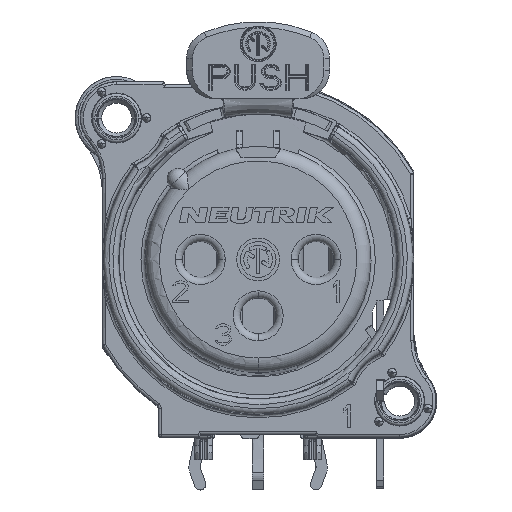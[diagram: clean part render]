
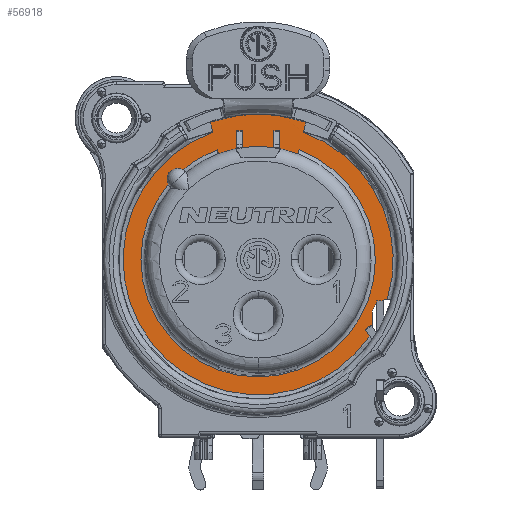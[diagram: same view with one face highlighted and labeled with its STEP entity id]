
A CAD part, top view. The second image highlights one B-rep face of the part: STEP entity #56918.
In plain terms, the highlighted planar face has unit normal (0, 0, 1).
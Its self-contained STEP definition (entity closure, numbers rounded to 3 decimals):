
#343=CARTESIAN_POINT('',(0.,0.,-9.3));
#344=DIRECTION('',(0.,0.,-1.));
#345=DIRECTION('',(-0.353,0.936,0.));
#346=AXIS2_PLACEMENT_3D('',#343,#344,#345);
#7738=CARTESIAN_POINT('',(-5.621,5.621,-9.3));
#7739=DIRECTION('',(0.,0.,-1.));
#7740=DIRECTION('',(-0.882,-0.47,0.));
#7741=AXIS2_PLACEMENT_3D('',#7738,#7739,#7740);
#7746=DIRECTION('',(-1.,0.,0.));
#7747=VECTOR('',#7746,0.253);
#7748=CARTESIAN_POINT('',(8.553,-2.884,-9.3));
#7749=LINE('',#7748,#7747);
#7753=DIRECTION('',(0.,1.,0.));
#7754=VECTOR('',#7753,0.17);
#7755=CARTESIAN_POINT('',(8.3,-3.054,-9.3));
#7756=LINE('',#7755,#7754);
#7760=DIRECTION('',(0.,1.,0.));
#7761=VECTOR('',#7760,0.955);
#7762=CARTESIAN_POINT('',(7.975,-4.759,-9.3));
#7763=LINE('',#7762,#7761);
#7767=DIRECTION('',(-0.819,-0.574,0.));
#7768=VECTOR('',#7767,0.467);
#7769=CARTESIAN_POINT('',(7.975,-4.759,-9.3));
#7770=LINE('',#7769,#7768);
#7774=DIRECTION('',(0.574,-0.819,0.));
#7775=VECTOR('',#7774,0.369);
#7776=CARTESIAN_POINT('',(7.593,-5.027,-9.3));
#7777=LINE('',#7776,#7775);
#7803=CARTESIAN_POINT('',(-2.787,7.392,-9.3));
#7811=DIRECTION('',(0.24,-0.971,0.));
#7812=VECTOR('',#7811,0.302);
#7813=CARTESIAN_POINT('',(-2.859,7.685,-9.3));
#7814=LINE('',#7813,#7812);
#8658=CARTESIAN_POINT('',(2.787,7.392,-9.3));
#8663=DIRECTION('',(0.24,0.971,0.));
#8664=VECTOR('',#8663,0.302);
#8665=CARTESIAN_POINT('',(2.787,7.392,-9.3));
#8666=LINE('',#8665,#8664);
#17558=CARTESIAN_POINT('',(8.553,-2.884,-9.3));
#17559=CARTESIAN_POINT('',(8.685,-2.822,-9.3));
#17560=CARTESIAN_POINT('',(8.824,-2.792,-9.3));
#17561=CARTESIAN_POINT('',(8.969,-2.792,-9.3));
#17580=CARTESIAN_POINT('',(7.975,-3.804,-9.3));
#17581=CARTESIAN_POINT('',(7.975,-3.655,-9.3));
#17582=CARTESIAN_POINT('',(8.036,-3.385,-9.3));
#17583=CARTESIAN_POINT('',(8.191,-3.155,-9.3));
#17584=CARTESIAN_POINT('',(8.3,-3.054,-9.3));
#24870=CARTESIAN_POINT('',(3.161,8.906,-9.3));
#24871=CARTESIAN_POINT('',(3.165,8.922,-9.3));
#24872=CARTESIAN_POINT('',(3.169,8.94,
-9.298));
#24873=CARTESIAN_POINT('',(3.173,8.956,
-9.298));
#24905=CARTESIAN_POINT('',(9.028,-2.792,-9.3));
#24920=CARTESIAN_POINT('',(0.,0.,-9.3));
#24921=DIRECTION('',(0.,0.,1.));
#24922=DIRECTION('',(0.955,-0.295,0.));
#24923=AXIS2_PLACEMENT_3D('',#24920,#24921,#24922);
#24928=CARTESIAN_POINT('',(-3.173,8.954,
-9.298));
#24929=CARTESIAN_POINT('',(-3.169,8.939,
-9.298));
#24930=CARTESIAN_POINT('',(-3.165,8.921,-9.3));
#24931=CARTESIAN_POINT('',(-3.161,8.906,-9.3));
#24936=CARTESIAN_POINT('',(0.,0.,-9.3));
#24937=DIRECTION('',(0.,0.,1.));
#24938=DIRECTION('',(-0.334,0.942,0.));
#24939=AXIS2_PLACEMENT_3D('',#24936,#24937,#24938);
#25036=DIRECTION('',(1.,0.,0.));
#25037=VECTOR('',#25036,0.059);
#25038=CARTESIAN_POINT('',(8.969,-2.792,-9.3));
#25039=LINE('',#25038,#25037);
#26592=DIRECTION('',(0.24,-0.971,0.003));
#26593=VECTOR('',#26592,0.704);
#26594=CARTESIAN_POINT('',(-3.342,9.637,-9.3));
#26595=LINE('',#26594,#26593);
#26614=CARTESIAN_POINT('',(0.,0.,-9.3));
#26615=DIRECTION('',(0.,0.,1.));
#26616=DIRECTION('',(0.328,0.945,0.));
#26617=AXIS2_PLACEMENT_3D('',#26614,#26615,#26616);
#33060=DIRECTION('',(0.24,0.971,-0.003));
#33061=VECTOR('',#33060,0.702);
#33062=CARTESIAN_POINT('',(3.173,8.956,
-9.298));
#33063=LINE('',#33062,#33061);
#38193=CARTESIAN_POINT('',(0.,0.,-9.3));
#38194=DIRECTION('',(0.,0.,-1.));
#38195=DIRECTION('',(-0.643,0.766,0.));
#38196=AXIS2_PLACEMENT_3D('',#38193,#38194,#38195);
#38239=CARTESIAN_POINT('',(0.,0.,-9.3));
#38240=DIRECTION('',(0.,0.,-1.));
#38241=DIRECTION('',(0.349,0.937,0.));
#38242=AXIS2_PLACEMENT_3D('',#38239,#38240,#38241);
#44347=CARTESIAN_POINT('',(-6.283,5.269,-9.3));
#44348=CARTESIAN_POINT('',(-5.269,6.283,-9.3));
#44349=VERTEX_POINT('',#44347);
#44350=VERTEX_POINT('',#44348);
#45715=VERTEX_POINT('',#24905);
#45984=CARTESIAN_POINT('',(8.969,-2.792,-9.3));
#45985=VERTEX_POINT('',#45984);
#45986=CARTESIAN_POINT('',(7.975,-3.804,-9.3));
#45988=VERTEX_POINT('',#45986);
#47611=CARTESIAN_POINT('',(8.3,-3.054,-9.3));
#47612=CARTESIAN_POINT('',(8.3,-2.884,-9.3));
#47613=VERTEX_POINT('',#47611);
#47614=VERTEX_POINT('',#47612);
#47615=CARTESIAN_POINT('',(8.553,-2.884,-9.3));
#47616=VERTEX_POINT('',#47615);
#47617=CARTESIAN_POINT('',(7.975,-4.759,-9.3));
#47618=CARTESIAN_POINT('',(7.593,-5.027,-9.3));
#47619=VERTEX_POINT('',#47617);
#47620=VERTEX_POINT('',#47618);
#47621=CARTESIAN_POINT('',(7.804,-5.329,-9.3));
#47622=VERTEX_POINT('',#47621);
#49777=VERTEX_POINT('',#24870);
#49778=VERTEX_POINT('',#24873);
#49787=VERTEX_POINT('',#24928);
#49788=VERTEX_POINT('',#24931);
#49931=CARTESIAN_POINT('',(2.859,7.685,-9.3));
#49932=VERTEX_POINT('',#49931);
#49933=CARTESIAN_POINT('',(-2.859,7.685,-9.3));
#49934=VERTEX_POINT('',#49933);
#50024=VERTEX_POINT('',#8658);
#50025=VERTEX_POINT('',#7803);
#50137=CARTESIAN_POINT('',(-3.342,9.637,-9.3));
#50138=VERTEX_POINT('',#50137);
#50139=CARTESIAN_POINT('',(3.342,9.637,-9.3));
#50140=VERTEX_POINT('',#50139);
#56872=CARTESIAN_POINT('',(0.,0.,-9.3));
#56873=DIRECTION('',(0.,0.,1.));
#56874=DIRECTION('',(0.,-1.,0.));
#56875=AXIS2_PLACEMENT_3D('',#56872,#56873,#56874);
#56876=PLANE('',#56875);
#56878=ORIENTED_EDGE('',*,*,#56877,.F.);
#56880=ORIENTED_EDGE('',*,*,#56879,.F.);
#56882=ORIENTED_EDGE('',*,*,#56881,.F.);
#56884=ORIENTED_EDGE('',*,*,#56883,.F.);
#56886=ORIENTED_EDGE('',*,*,#56885,.F.);
#56888=ORIENTED_EDGE('',*,*,#56887,.F.);
#56890=ORIENTED_EDGE('',*,*,#56889,.F.);
#56891=ORIENTED_EDGE('',*,*,#56412,.T.);
#56892=ORIENTED_EDGE('',*,*,#56134,.F.);
#56894=ORIENTED_EDGE('',*,*,#56893,.F.);
#56895=ORIENTED_EDGE('',*,*,#56778,.F.);
#56897=ORIENTED_EDGE('',*,*,#56896,.T.);
#56898=ORIENTED_EDGE('',*,*,#56852,.T.);
#56900=ORIENTED_EDGE('',*,*,#56899,.F.);
#56902=ORIENTED_EDGE('',*,*,#56901,.F.);
#56903=EDGE_LOOP('',(#56878,#56880,#56882,#56884,#56886,#56888,#56890,#56891,
#56892,#56894,#56895,#56897,#56898,#56900,#56902));
#56904=FACE_OUTER_BOUND('',#56903,.F.);
#56905=ORIENTED_EDGE('',*,*,#50255,.F.);
#56907=ORIENTED_EDGE('',*,*,#56906,.F.);
#56909=ORIENTED_EDGE('',*,*,#56908,.F.);
#56911=ORIENTED_EDGE('',*,*,#56910,.F.);
#56913=ORIENTED_EDGE('',*,*,#56912,.F.);
#56915=ORIENTED_EDGE('',*,*,#56914,.F.);
#56916=EDGE_LOOP('',(#56905,#56907,#56909,#56911,#56913,#56915));
#56917=FACE_BOUND('',#56916,.F.);
#347=CIRCLE('',#346,7.9);
#7742=CIRCLE('',#7741,0.75);
#17562=B_SPLINE_CURVE_WITH_KNOTS('',3,(#17558,#17559,#17560,#17561),
.UNSPECIFIED.,.F.,.F.,(4,4),(0.,1.),.UNSPECIFIED.);
#17585=B_SPLINE_CURVE_WITH_KNOTS('',3,(#17580,#17581,#17582,#17583,#17584),
.UNSPECIFIED.,.F.,.F.,(4,1,4),(0.,0.5,1.),.UNSPECIFIED.);
#24874=B_SPLINE_CURVE_WITH_KNOTS('',3,(#24870,#24871,#24872,#24873),
.UNSPECIFIED.,.F.,.F.,(4,4),(0.,1.),.UNSPECIFIED.);
#24924=CIRCLE('',#24923,9.45);
#24932=B_SPLINE_CURVE_WITH_KNOTS('',3,(#24928,#24929,#24930,#24931),
.UNSPECIFIED.,.F.,.F.,(4,4),(0.,1.),.UNSPECIFIED.);
#24940=CIRCLE('',#24939,9.45);
#26618=CIRCLE('',#26617,10.2);
#38197=CIRCLE('',#38196,8.2);
#38243=CIRCLE('',#38242,8.2);
#50255=EDGE_CURVE('',#50025,#50024,#347,.T.);
#56134=EDGE_CURVE('',#47613,#47614,#7756,.T.);
#56412=EDGE_CURVE('',#47616,#47614,#7749,.T.);
#56778=EDGE_CURVE('',#47619,#45988,#7763,.T.);
#56852=EDGE_CURVE('',#47620,#47622,#7777,.T.);
#56877=EDGE_CURVE('',#50138,#49787,#26595,.T.);
#56879=EDGE_CURVE('',#50140,#50138,#26618,.T.);
#56881=EDGE_CURVE('',#49778,#50140,#33063,.T.);
#56883=EDGE_CURVE('',#49777,#49778,#24874,.T.);
#56885=EDGE_CURVE('',#45715,#49777,#24924,.T.);
#56887=EDGE_CURVE('',#45985,#45715,#25039,.T.);
#56889=EDGE_CURVE('',#47616,#45985,#17562,.T.);
#56893=EDGE_CURVE('',#45988,#47613,#17585,.T.);
#56896=EDGE_CURVE('',#47619,#47620,#7770,.T.);
#56899=EDGE_CURVE('',#49788,#47622,#24940,.T.);
#56901=EDGE_CURVE('',#49787,#49788,#24932,.T.);
#56906=EDGE_CURVE('',#49934,#50025,#7814,.T.);
#56908=EDGE_CURVE('',#44350,#49934,#38197,.T.);
#56910=EDGE_CURVE('',#44349,#44350,#7742,.T.);
#56912=EDGE_CURVE('',#49932,#44349,#38243,.T.);
#56914=EDGE_CURVE('',#50024,#49932,#8666,.T.);
#56918=ADVANCED_FACE('',(#56904,#56917),#56876,.T.);
